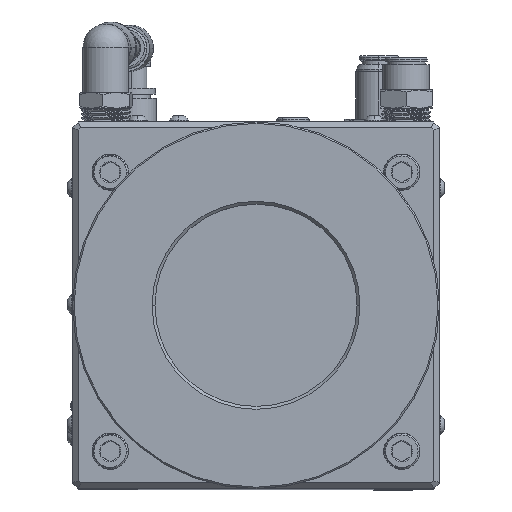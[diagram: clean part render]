
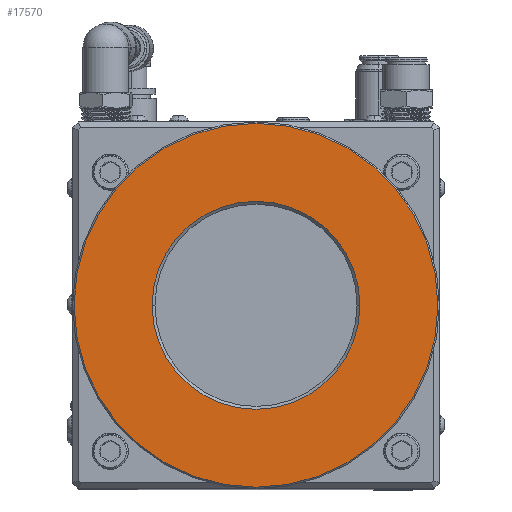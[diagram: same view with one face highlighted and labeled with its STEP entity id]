
A CAD part, top view. The second image highlights one B-rep face of the part: STEP entity #17570.
In plain terms, the highlighted planar face has unit normal (0, 0, 1).
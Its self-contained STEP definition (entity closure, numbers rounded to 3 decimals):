
#124 = AXIS2_PLACEMENT_3D ( 'NONE', #18201, #36518, #36799 ) ;
#1220 = CARTESIAN_POINT ( 'NONE',  ( 58.351, 19.303, 341.607 ) ) ;
#3695 = DIRECTION ( 'NONE',  ( 0., 0., 1. ) ) ;
#4904 = ORIENTED_EDGE ( 'NONE', *, *, #57945, .T. ) ;
#6979 = AXIS2_PLACEMENT_3D ( 'NONE', #9682, #22987, #14839 ) ;
#8430 = FACE_OUTER_BOUND ( 'NONE', #57625, .T. ) ;
#8669 = CIRCLE ( 'NONE', #124, 36. ) ;
#9682 = CARTESIAN_POINT ( 'NONE',  ( -4.649, 19.303, 341.607 ) ) ;
#11124 = ORIENTED_EDGE ( 'NONE', *, *, #35019, .T. ) ;
#11241 = ORIENTED_EDGE ( 'NONE', *, *, #25448, .T. ) ;
#11976 = CIRCLE ( 'NONE', #27341, 63. ) ;
#14839 = DIRECTION ( 'NONE',  ( 1., 0., 0. ) ) ;
#17096 = VERTEX_POINT ( 'NONE', #1220 ) ;
#17570 = ADVANCED_FACE ( 'NONE', ( #25932, #8430 ), #31595, .T. ) ;
#18201 = CARTESIAN_POINT ( 'NONE',  ( -4.649, 19.303, 341.607 ) ) ;
#19010 = DIRECTION ( 'NONE',  ( 0., 0., 1. ) ) ;
#19817 = DIRECTION ( 'NONE',  ( 0., 0., 1. ) ) ;
#22987 = DIRECTION ( 'NONE',  ( 0., 0., -1. ) ) ;
#24662 = DIRECTION ( 'NONE',  ( 1., 0., 0. ) ) ;
#25448 = EDGE_CURVE ( 'NONE', #17096, #59469, #11976, .T. ) ;
#25461 = CARTESIAN_POINT ( 'NONE',  ( 31.351, 19.303, 341.607 ) ) ;
#25932 = FACE_BOUND ( 'NONE', #29969, .T. ) ;
#27341 = AXIS2_PLACEMENT_3D ( 'NONE', #51758, #19817, #24662 ) ;
#28543 = CARTESIAN_POINT ( 'NONE',  ( -40.649, 19.303, 341.607 ) ) ;
#29969 = EDGE_LOOP ( 'NONE', ( #4904, #11124 ) ) ;
#30708 = DIRECTION ( 'NONE',  ( 1., 0., 0. ) ) ;
#31595 = PLANE ( 'NONE',  #46192 ) ;
#35019 = EDGE_CURVE ( 'NONE', #52424, #39399, #53115, .T. ) ;
#36518 = DIRECTION ( 'NONE',  ( 0., 0., -1. ) ) ;
#36799 = DIRECTION ( 'NONE',  ( 1., 0., 0. ) ) ;
#39399 = VERTEX_POINT ( 'NONE', #25461 ) ;
#44739 = CIRCLE ( 'NONE', #53453, 63. ) ;
#46192 = AXIS2_PLACEMENT_3D ( 'NONE', #49995, #3695, #30708 ) ;
#49995 = CARTESIAN_POINT ( 'NONE',  ( -4.649, 19.303, 341.607 ) ) ;
#51758 = CARTESIAN_POINT ( 'NONE',  ( -4.649, 19.303, 341.607 ) ) ;
#51802 = DIRECTION ( 'NONE',  ( 1., 0., 0. ) ) ;
#51951 = CARTESIAN_POINT ( 'NONE',  ( -67.649, 19.303, 341.607 ) ) ;
#52424 = VERTEX_POINT ( 'NONE', #28543 ) ;
#53115 = CIRCLE ( 'NONE', #6979, 36. ) ;
#53453 = AXIS2_PLACEMENT_3D ( 'NONE', #56660, #19010, #51802 ) ;
#54317 = EDGE_CURVE ( 'NONE', #59469, #17096, #44739, .T. ) ;
#56660 = CARTESIAN_POINT ( 'NONE',  ( -4.649, 19.303, 341.607 ) ) ;
#57625 = EDGE_LOOP ( 'NONE', ( #58144, #11241 ) ) ;
#57945 = EDGE_CURVE ( 'NONE', #39399, #52424, #8669, .T. ) ;
#58144 = ORIENTED_EDGE ( 'NONE', *, *, #54317, .T. ) ;
#59469 = VERTEX_POINT ( 'NONE', #51951 ) ;
